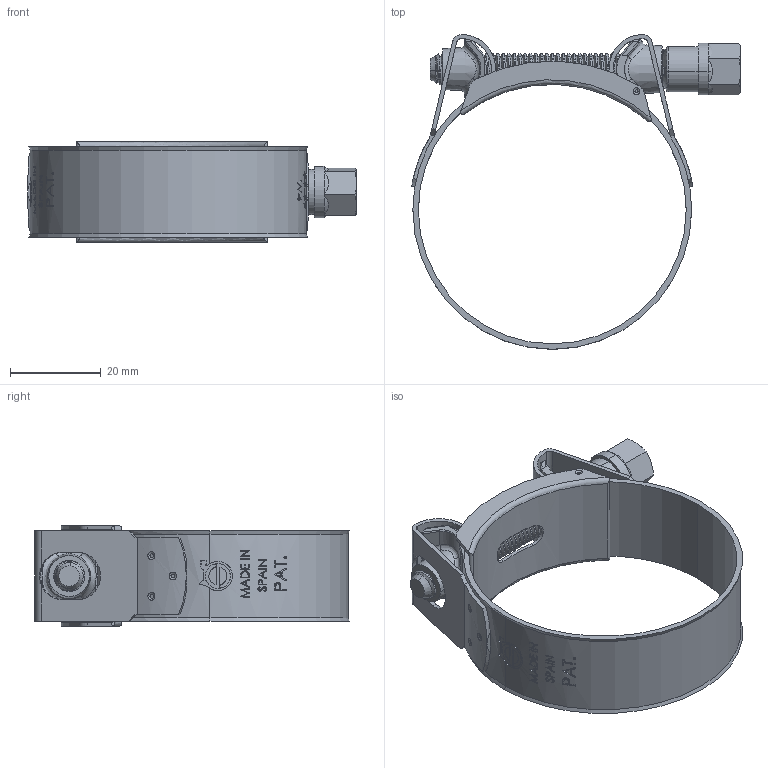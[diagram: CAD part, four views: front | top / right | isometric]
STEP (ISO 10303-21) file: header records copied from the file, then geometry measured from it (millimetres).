
FILE_DESCRIPTION (( 'STEP AP214' ), '1' );
FILE_NAME ('55-59W4.STEP', '2017-07-20T10:13:55', ( '' ), ( '' ), 'SwSTEP 2.0', 'SolidWorks 2017', '' );
FILE_SCHEMA (( 'AUTOMOTIVE_DESIGN' ));
Length unit declared in the file: millimetre
Products named in the file (6): CASQUILLO_PASSAT_M7_W4; 202276_Cargol_M7x52_W4; 55-59W4; 55-59_W4_TEULA_08x30; CASQUILLO_ROSCAT_M7_W4; 55-59_W4_CINTA_09x20
Assembly tree (5 placements, depth 2):
  55-59W4
    55-59_W4_CINTA_09x20
    CASQUILLO_ROSCAT_M7_W4
    CASQUILLO_PASSAT_M7_W4
    202276_Cargol_M7x52_W4
    55-59_W4_TEULA_08x30
Bounding box: 72.37 x 69.33 x 22.1 mm (x, y, z)
Volume: 9408.5 mm3; surface area: 16894.7 mm2
Topology: 5 solids, 5 shells, 889 faces, 2383 edges, 1532 vertices
Faces by surface type: plane 287, cylinder 267, bspline 251, sphere 30, cone 29, torus 25
Entity records: 61386 total; most frequent: CARTESIAN_POINT 41802, ORIENTED_EDGE 4726, DIRECTION 3007, EDGE_CURVE 2363, VERTEX_POINT 1524, AXIS2_PLACEMENT_3D 1108, EDGE_LOOP 943, B_SPLINE_CURVE_WITH_KNOTS 930
